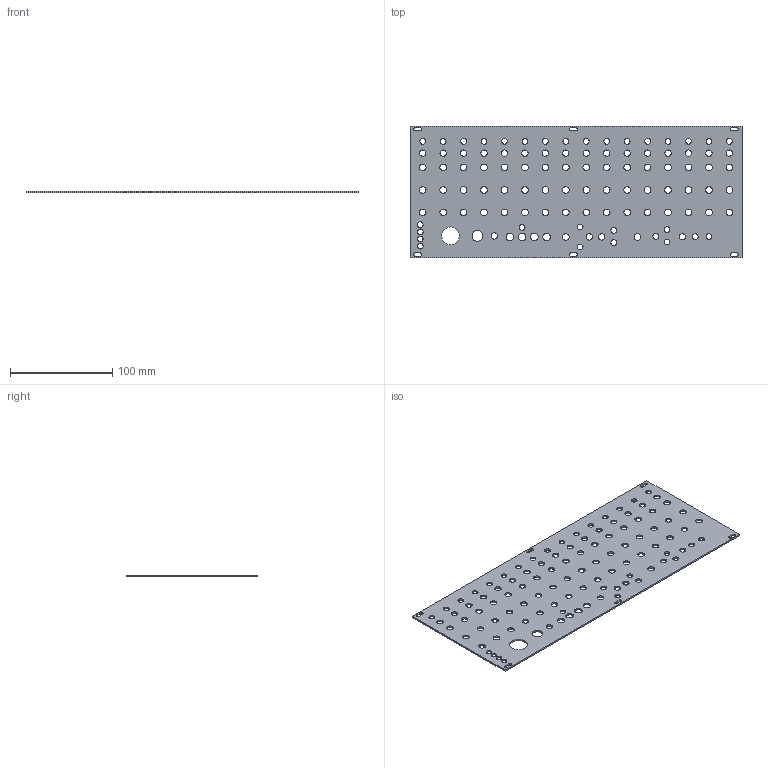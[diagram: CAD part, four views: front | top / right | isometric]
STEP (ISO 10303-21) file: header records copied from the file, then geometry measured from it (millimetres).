
FILE_DESCRIPTION(('KiCad electronic assembly'),'2;1');
FILE_NAME('AnalogSequencerFaceplate.step','2024-01-02T09:37:33',( 'Pcbnew'),('Kicad'),'Open CASCADE STEP processor 7.7', 'KiCad to STEP converter','Unknown');
FILE_SCHEMA(('AUTOMOTIVE_DESIGN { 1 0 10303 214 1 1 1 1 }'));
Length unit declared in the file: millimetre
Products named in the file (2): AnalogSequencerFaceplate 1; AnalogSequencerFaceplate PCB
Assembly tree (1 placements, depth 2):
  AnalogSequencerFaceplate 1
    AnalogSequencerFaceplate PCB
Bounding box: 324.74 x 128.55 x 1.6 mm (x, y, z)
Volume: 60941.5 mm3; surface area: 81216.8 mm2
Topology: 1 solids, 1 shells, 364 faces, 1086 edges, 724 vertices
Faces by surface type: plane 258, cylinder 106
Full cylindrical faces by diameter (mm): 5.6 x22, 5.7 x8, 6.2 x20, 6.5 x50, 7.5 x4, 10.5 x1, 17.5 x1
Entity records: 27433 total; most frequent: CARTESIAN_POINT 5620, DIRECTION 3990, LINE 2834, VECTOR 2834, ORIENTED_EDGE 2172, PCURVE 2172, DEFINITIONAL_REPRESENTATION 2172, EDGE_CURVE 1086
